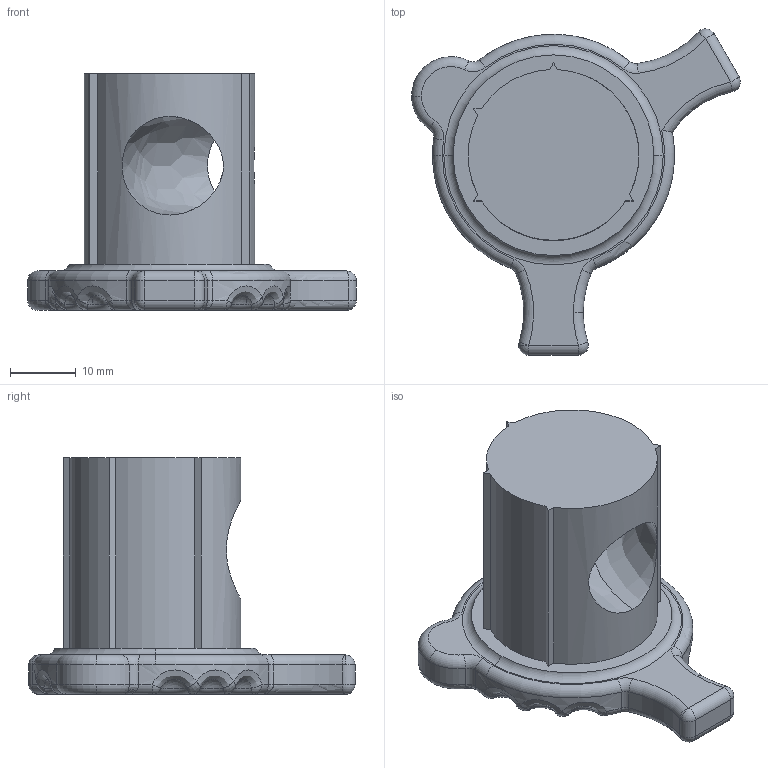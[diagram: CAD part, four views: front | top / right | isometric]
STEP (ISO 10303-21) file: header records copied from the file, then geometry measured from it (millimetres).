
FILE_DESCRIPTION (( 'STEP AP203' ), '1' );
FILE_NAME ('ValveCock_V1_0_0_SAK.STEP', '2020-03-22T19:16:06', ( '' ), ( '' ), 'SwSTEP 2.0', 'SolidWorks 2019', '' );
FILE_SCHEMA (( 'CONFIG_CONTROL_DESIGN' ));
Length unit declared in the file: millimetre
Products named in the file (2): ValveCock_V1_0_0_SAK
Bounding box: 50.01 x 49.64 x 36 mm (x, y, z)
Volume: 20097.4 mm3; surface area: 6671.1 mm2
Topology: 1 solids, 1 shells, 163 faces, 398 edges, 216 vertices
Faces by surface type: torus 43, sphere 35, bspline 32, cylinder 29, plane 24
Entity records: 8437 total; most frequent: CARTESIAN_POINT 4796, ORIENTED_EDGE 748, DIRECTION 728, EDGE_CURVE 374, AXIS2_PLACEMENT_3D 326, VERTEX_POINT 216, CIRCLE 193, EDGE_LOOP 168
